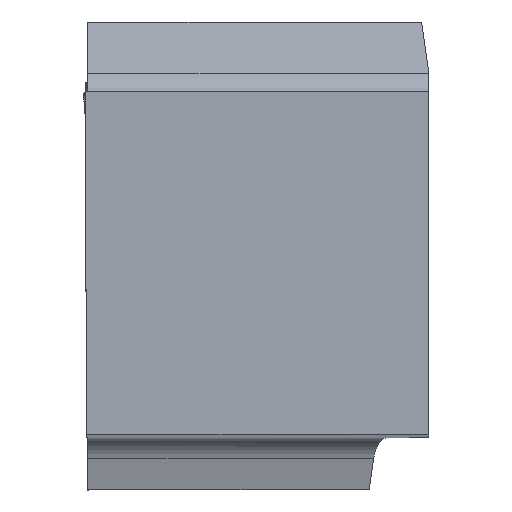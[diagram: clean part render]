
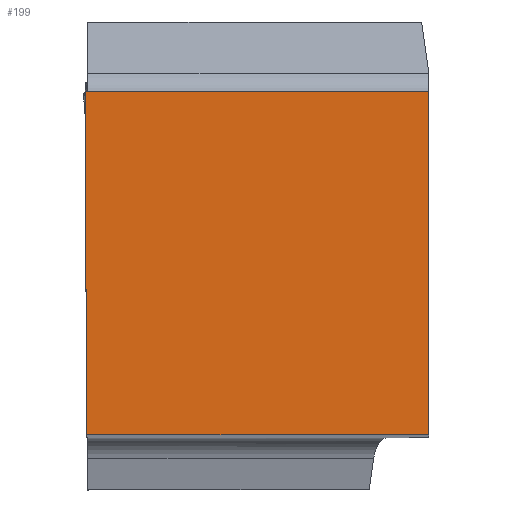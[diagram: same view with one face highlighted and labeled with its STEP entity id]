
A CAD part, top view. The second image highlights one B-rep face of the part: STEP entity #199.
In plain terms, the highlighted planar face has unit normal (0, 0, 1).
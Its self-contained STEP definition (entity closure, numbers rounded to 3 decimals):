
#199=ADVANCED_FACE('CU_BACK_SU1',(#324),#280,.F.);
#280=PLANE('',#1789);
#324=FACE_OUTER_BOUND('',#407,.T.);
#407=EDGE_LOOP('',(#611,#612,#613,#614));
#611=ORIENTED_EDGE('',*,*,#1222,.T.);
#612=ORIENTED_EDGE('',*,*,#1152,.T.);
#613=ORIENTED_EDGE('',*,*,#1223,.T.);
#614=ORIENTED_EDGE('',*,*,#1224,.F.);
#994=VERTEX_POINT('',#2375);
#998=VERTEX_POINT('',#2383);
#1061=VERTEX_POINT('',#2564);
#1062=VERTEX_POINT('',#2566);
#1152=EDGE_CURVE('',#994,#998,#1384,.T.);
#1222=EDGE_CURVE('',#1061,#994,#1427,.T.);
#1223=EDGE_CURVE('',#998,#1062,#1428,.T.);
#1224=EDGE_CURVE('',#1061,#1062,#1429,.T.);
#1384=LINE('',#2384,#1527);
#1427=LINE('',#2563,#1570);
#1428=LINE('',#2565,#1571);
#1429=LINE('',#2567,#1572);
#1527=VECTOR('',#1921,1.);
#1570=VECTOR('',#2026,1.);
#1571=VECTOR('',#2027,1.);
#1572=VECTOR('',#2028,1.);
#1789=AXIS2_PLACEMENT_3D('',#2568,#2029,#2030);
#1921=DIRECTION('',(0.,1.,0.));
#2026=DIRECTION('',(1.,0.,0.));
#2027=DIRECTION('',(-1.,0.,0.));
#2028=DIRECTION('',(-0.004,1.,0.));
#2029=DIRECTION('',(0.,0.,-1.));
#2030=DIRECTION('',(-1.,0.,0.));
#2375=CARTESIAN_POINT('',(0.,0.,0.));
#2383=CARTESIAN_POINT('',(0.,19.9,0.));
#2384=CARTESIAN_POINT('',(0.,39.9,0.));
#2563=CARTESIAN_POINT('',(22.995,0.,0.));
#2564=CARTESIAN_POINT('',(-19.813,0.,0.));
#2565=CARTESIAN_POINT('',(22.995,19.9,0.));
#2566=CARTESIAN_POINT('',(-19.9,19.9,0.));
#2567=CARTESIAN_POINT('',(-19.986,39.712,0.));
#2568=CARTESIAN_POINT('',(22.995,39.9,0.));
